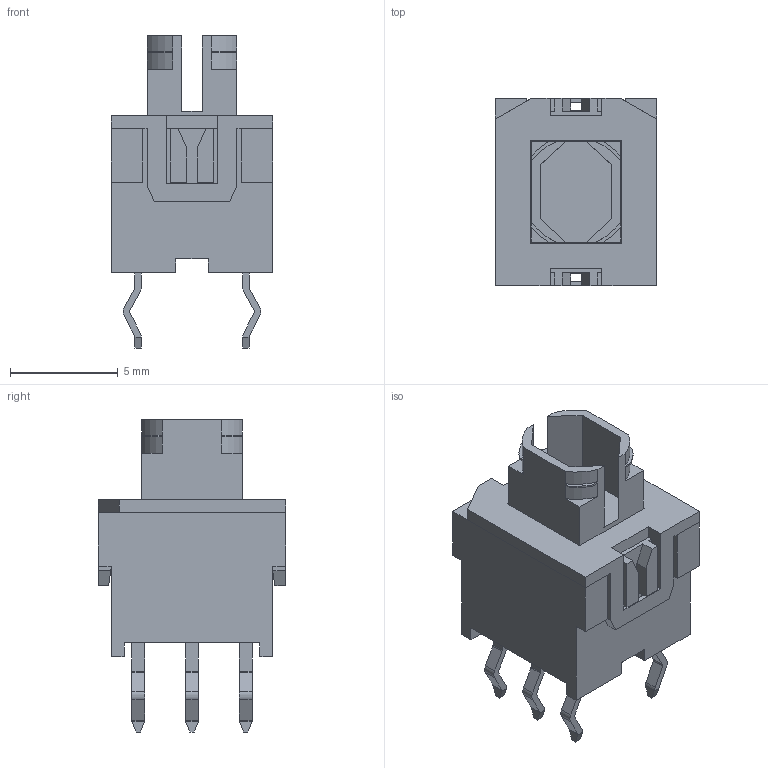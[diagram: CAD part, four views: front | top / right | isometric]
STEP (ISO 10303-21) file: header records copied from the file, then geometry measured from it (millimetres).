
FILE_DESCRIPTION(/* description */ (''),/* implementation_level */ '2;1');
FILE_NAME(/* name */ 'LP4xx1PBNNN.stp',/* time_stamp */ '2025-05-22T16:00:46-05:00',/* author */ ('mroman'),/* organization */ (''),/* preprocessor_version */ 'ST-DEVELOPER v18.1',/* originating_system */ 'Autodesk Inventor 2022',/* authorisation */ '');
FILE_SCHEMA (('AUTOMOTIVE_DESIGN { 1 0 10303 214 3 1 1 }'));
Length unit declared in the file: centimetre
Products named in the file (1): LP4xx1PBNNN
Bounding box: 7.5 x 8.7 x 14.5 mm (x, y, z)
Volume: 344.1 mm3; surface area: 685.6 mm2
Topology: 2 solids, 2 shells, 364 faces, 1003 edges, 654 vertices
Faces by surface type: plane 284, cylinder 48, bspline 32
Entity records: 11609 total; most frequent: CARTESIAN_POINT 2438, ORIENTED_EDGE 2006, DIRECTION 1701, EDGE_CURVE 1003, LINE 843, VECTOR 843, VERTEX_POINT 654, AXIS2_PLACEMENT_3D 429
